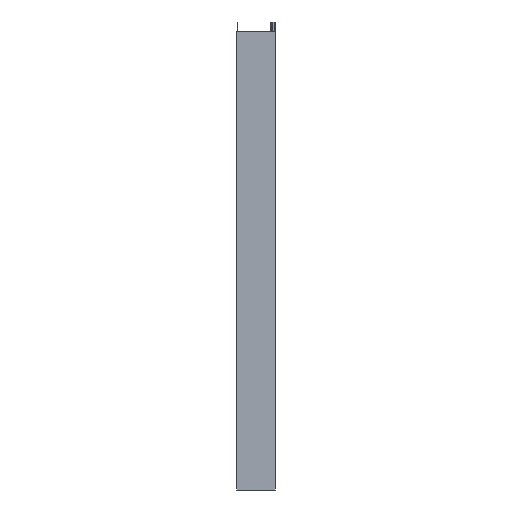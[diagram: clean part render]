
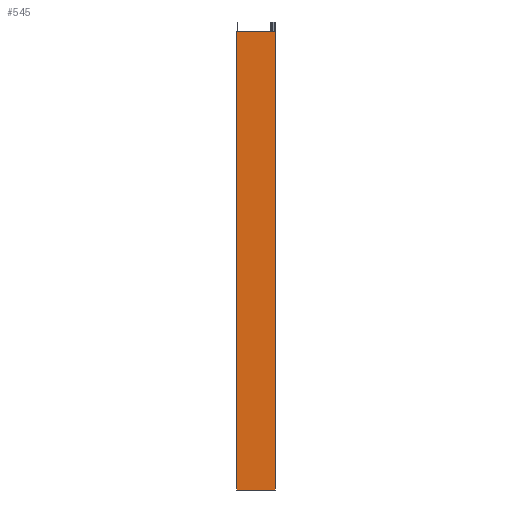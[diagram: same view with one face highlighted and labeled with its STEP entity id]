
A CAD part, front view. The second image highlights one B-rep face of the part: STEP entity #545.
In plain terms, the highlighted planar face has unit normal (0, -1, 0).
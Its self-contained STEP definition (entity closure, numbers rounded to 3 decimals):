
#307=DIRECTION('',(-1.,0.,0.));
#308=VECTOR('',#307,200.);
#309=CARTESIAN_POINT('',(100.,0.,0.));
#310=LINE('',#309,#308);
#355=DIRECTION('',(-1.,0.,0.));
#356=VECTOR('',#355,200.);
#357=CARTESIAN_POINT('',(100.,0.,-2400.));
#358=LINE('',#357,#356);
#359=DIRECTION('',(0.,0.,1.));
#360=VECTOR('',#359,2400.);
#361=CARTESIAN_POINT('',(-100.,0.,-2400.));
#362=LINE('',#361,#360);
#367=DIRECTION('',(0.,0.,1.));
#368=VECTOR('',#367,2400.);
#369=CARTESIAN_POINT('',(100.,0.,-2400.));
#370=LINE('',#369,#368);
#451=CARTESIAN_POINT('',(100.,0.,0.));
#452=CARTESIAN_POINT('',(-100.,0.,0.));
#453=VERTEX_POINT('',#451);
#454=VERTEX_POINT('',#452);
#475=CARTESIAN_POINT('',(100.,0.,-2400.));
#476=VERTEX_POINT('',#475);
#477=CARTESIAN_POINT('',(-100.,0.,-2400.));
#478=VERTEX_POINT('',#477);
#531=CARTESIAN_POINT('',(-100.,0.,0.));
#532=DIRECTION('',(0.,-1.,0.));
#533=DIRECTION('',(1.,0.,0.));
#534=AXIS2_PLACEMENT_3D('',#531,#532,#533);
#535=PLANE('',#534);
#536=ORIENTED_EDGE('',*,*,#504,.F.);
#538=ORIENTED_EDGE('',*,*,#537,.F.);
#540=ORIENTED_EDGE('',*,*,#539,.T.);
#542=ORIENTED_EDGE('',*,*,#541,.T.);
#543=EDGE_LOOP('',(#536,#538,#540,#542));
#544=FACE_OUTER_BOUND('',#543,.F.);
#504=EDGE_CURVE('',#453,#454,#310,.T.);
#537=EDGE_CURVE('',#476,#453,#370,.T.);
#539=EDGE_CURVE('',#476,#478,#358,.T.);
#541=EDGE_CURVE('',#478,#454,#362,.T.);
#545=ADVANCED_FACE('',(#544),#535,.T.);
